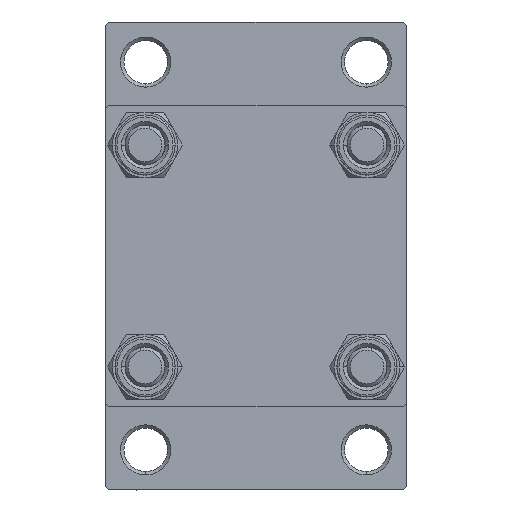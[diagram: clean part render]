
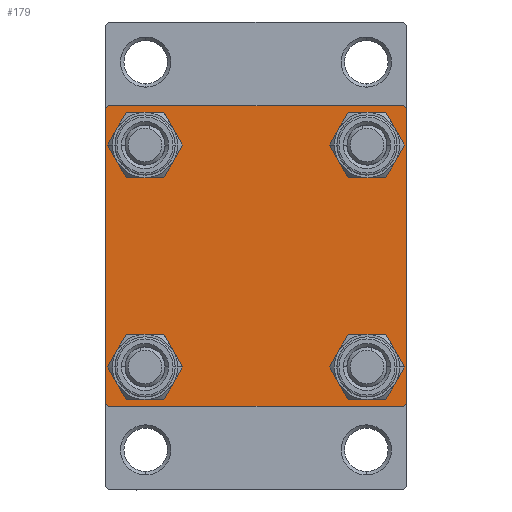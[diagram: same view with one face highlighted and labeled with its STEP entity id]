
A CAD part, left-side view. The second image highlights one B-rep face of the part: STEP entity #179.
In plain terms, the highlighted planar face has unit normal (-1, 0, 0).
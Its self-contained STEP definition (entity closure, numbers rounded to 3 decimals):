
#179 = ADVANCED_FACE ( 'NONE', ( #38366, #44575, #11788, #37409, #4584 ), #19219, .T. ) ;
#245 = CARTESIAN_POINT ( 'NONE',  ( 0., -22.25, -22.25 ) ) ;
#432 = AXIS2_PLACEMENT_3D ( 'NONE', #42131, #9330, #5957 ) ;
#737 = VERTEX_POINT ( 'NONE', #23604 ) ;
#1001 = CARTESIAN_POINT ( 'NONE',  ( 0., 0., 0. ) ) ;
#1239 = AXIS2_PLACEMENT_3D ( 'NONE', #3178, #7237, #43632 ) ;
#1248 = CARTESIAN_POINT ( 'NONE',  ( 0., -16.6, -16.6 ) ) ;
#1280 = VERTEX_POINT ( 'NONE', #42846 ) ;
#2240 = CARTESIAN_POINT ( 'NONE',  ( 0., -16.6, 16.6 ) ) ;
#2365 = CARTESIAN_POINT ( 'NONE',  ( 0., -16.6, -16.6 ) ) ;
#2961 = DIRECTION ( 'NONE',  ( 1., 0., 0. ) ) ;
#3178 = CARTESIAN_POINT ( 'NONE',  ( 0., 16.6, 16.6 ) ) ;
#3513 = EDGE_LOOP ( 'NONE', ( #12367, #23597 ) ) ;
#3909 = CARTESIAN_POINT ( 'NONE',  ( 0., 22.5, 22. ) ) ;
#3915 = AXIS2_PLACEMENT_3D ( 'NONE', #10491, #9611, #24238 ) ;
#4368 = AXIS2_PLACEMENT_3D ( 'NONE', #2365, #5724, #31606 ) ;
#4584 = FACE_OUTER_BOUND ( 'NONE', #13098, .T. ) ;
#4697 = CARTESIAN_POINT ( 'NONE',  ( 0., 22.5, -22. ) ) ;
#4735 = ORIENTED_EDGE ( 'NONE', *, *, #20652, .F. ) ;
#4786 = VECTOR ( 'NONE', #21306, 1000. ) ;
#5616 = VERTEX_POINT ( 'NONE', #38779 ) ;
#5724 = DIRECTION ( 'NONE',  ( 1., 0., 0. ) ) ;
#5879 = VERTEX_POINT ( 'NONE', #4697 ) ;
#5957 = DIRECTION ( 'NONE',  ( 0., 0., 1. ) ) ;
#6011 = CARTESIAN_POINT ( 'NONE',  ( 0., -22., 22.5 ) ) ;
#6669 = CIRCLE ( 'NONE', #33354, 3.5 ) ;
#7214 = ORIENTED_EDGE ( 'NONE', *, *, #29269, .T. ) ;
#7237 = DIRECTION ( 'NONE',  ( 1., 0., 0. ) ) ;
#7706 = DIRECTION ( 'NONE',  ( 0., 0., 1. ) ) ;
#7785 = EDGE_CURVE ( 'NONE', #5879, #737, #47288, .T. ) ;
#7881 = DIRECTION ( 'NONE',  ( 0., 0., -1. ) ) ;
#9125 = VECTOR ( 'NONE', #40053, 1000. ) ;
#9330 = DIRECTION ( 'NONE',  ( 1., 0., 0. ) ) ;
#9418 = CARTESIAN_POINT ( 'NONE',  ( 0., -22.5, -22. ) ) ;
#9611 = DIRECTION ( 'NONE',  ( 1., 0., 0. ) ) ;
#10491 = CARTESIAN_POINT ( 'NONE',  ( 0., 16.6, 16.6 ) ) ;
#10573 = ORIENTED_EDGE ( 'NONE', *, *, #11493, .T. ) ;
#11047 = DIRECTION ( 'NONE',  ( 0., 0.707, -0.707 ) ) ;
#11493 = EDGE_CURVE ( 'NONE', #33801, #19420, #12759, .T. ) ;
#11754 = DIRECTION ( 'NONE',  ( 0., -0.707, 0.707 ) ) ;
#11788 = FACE_BOUND ( 'NONE', #3513, .T. ) ;
#12292 = VERTEX_POINT ( 'NONE', #43928 ) ;
#12366 = CIRCLE ( 'NONE', #43671, 3.5 ) ;
#12367 = ORIENTED_EDGE ( 'NONE', *, *, #43630, .T. ) ;
#12759 = LINE ( 'NONE', #46004, #34084 ) ;
#12944 = CARTESIAN_POINT ( 'NONE',  ( 0., -16.6, 13.1 ) ) ;
#13098 = EDGE_LOOP ( 'NONE', ( #43362, #44104, #20058, #22805, #33917, #10573, #4735, #14127 ) ) ;
#13790 = CARTESIAN_POINT ( 'NONE',  ( 0., -16.6, -20.1 ) ) ;
#13878 = EDGE_CURVE ( 'NONE', #22157, #15751, #29506, .T. ) ;
#14044 = VECTOR ( 'NONE', #40121, 1000. ) ;
#14127 = ORIENTED_EDGE ( 'NONE', *, *, #13878, .T. ) ;
#14927 = ORIENTED_EDGE ( 'NONE', *, *, #21382, .T. ) ;
#15751 = VERTEX_POINT ( 'NONE', #3909 ) ;
#16506 = VECTOR ( 'NONE', #7881, 1000. ) ;
#16534 = EDGE_CURVE ( 'NONE', #28787, #5616, #6669, .T. ) ;
#17438 = EDGE_CURVE ( 'NONE', #1280, #46944, #21894, .T. ) ;
#17472 = CARTESIAN_POINT ( 'NONE',  ( 0., 22.5, -22.5 ) ) ;
#18048 = LINE ( 'NONE', #32650, #9125 ) ;
#18058 = CIRCLE ( 'NONE', #31106, 3.5 ) ;
#19219 = PLANE ( 'NONE',  #33045 ) ;
#19420 = VERTEX_POINT ( 'NONE', #6011 ) ;
#19721 = EDGE_CURVE ( 'NONE', #5616, #28787, #27350, .T. ) ;
#20058 = ORIENTED_EDGE ( 'NONE', *, *, #33208, .T. ) ;
#20419 = VECTOR ( 'NONE', #11047, 1000. ) ;
#20652 = EDGE_CURVE ( 'NONE', #22157, #19420, #18048, .T. ) ;
#21123 = DIRECTION ( 'NONE',  ( 0., 0., -1. ) ) ;
#21306 = DIRECTION ( 'NONE',  ( 0., -1., 0. ) ) ;
#21382 = EDGE_CURVE ( 'NONE', #43391, #36460, #22905, .T. ) ;
#21894 = CIRCLE ( 'NONE', #1239, 3.5 ) ;
#22157 = VERTEX_POINT ( 'NONE', #47130 ) ;
#22518 = CARTESIAN_POINT ( 'NONE',  ( 0., -22.5, 22.5 ) ) ;
#22805 = ORIENTED_EDGE ( 'NONE', *, *, #37332, .T. ) ;
#22905 = CIRCLE ( 'NONE', #45070, 3.5 ) ;
#23597 = ORIENTED_EDGE ( 'NONE', *, *, #44214, .T. ) ;
#23604 = CARTESIAN_POINT ( 'NONE',  ( 0., 22., -22.5 ) ) ;
#23782 = DIRECTION ( 'NONE',  ( 0., 0.707, 0.707 ) ) ;
#24238 = DIRECTION ( 'NONE',  ( 0., 0., 1. ) ) ;
#24294 = EDGE_LOOP ( 'NONE', ( #14927, #33941 ) ) ;
#25523 = CARTESIAN_POINT ( 'NONE',  ( 0., 22.25, -22.25 ) ) ;
#26481 = VERTEX_POINT ( 'NONE', #42874 ) ;
#26653 = DIRECTION ( 'NONE',  ( -1., 0., 0. ) ) ;
#27350 = CIRCLE ( 'NONE', #4368, 3.5 ) ;
#27867 = LINE ( 'NONE', #245, #35543 ) ;
#28616 = CARTESIAN_POINT ( 'NONE',  ( 0., -16.6, 16.6 ) ) ;
#28787 = VERTEX_POINT ( 'NONE', #13790 ) ;
#29059 = CARTESIAN_POINT ( 'NONE',  ( 0., 16.6, -16.6 ) ) ;
#29269 = EDGE_CURVE ( 'NONE', #46944, #1280, #42956, .T. ) ;
#29506 = LINE ( 'NONE', #43596, #20419 ) ;
#29534 = CIRCLE ( 'NONE', #432, 3.5 ) ;
#29774 = EDGE_CURVE ( 'NONE', #36460, #43391, #12366, .T. ) ;
#31029 = ORIENTED_EDGE ( 'NONE', *, *, #19721, .T. ) ;
#31106 = AXIS2_PLACEMENT_3D ( 'NONE', #29059, #44584, #40302 ) ;
#31606 = DIRECTION ( 'NONE',  ( 0., 0., 1. ) ) ;
#32632 = VERTEX_POINT ( 'NONE', #9418 ) ;
#32650 = CARTESIAN_POINT ( 'NONE',  ( 0., 22.5, 22.5 ) ) ;
#33045 = AXIS2_PLACEMENT_3D ( 'NONE', #1001, #26653, #41230 ) ;
#33208 = EDGE_CURVE ( 'NONE', #737, #26481, #39246, .T. ) ;
#33354 = AXIS2_PLACEMENT_3D ( 'NONE', #1248, #37651, #7706 ) ;
#33365 = CARTESIAN_POINT ( 'NONE',  ( 0., -22.5, 22. ) ) ;
#33801 = VERTEX_POINT ( 'NONE', #33365 ) ;
#33877 = EDGE_LOOP ( 'NONE', ( #31029, #34475 ) ) ;
#33917 = ORIENTED_EDGE ( 'NONE', *, *, #42684, .F. ) ;
#33941 = ORIENTED_EDGE ( 'NONE', *, *, #29774, .T. ) ;
#34084 = VECTOR ( 'NONE', #23782, 1000. ) ;
#34132 = DIRECTION ( 'NONE',  ( 1., 0., 0. ) ) ;
#34475 = ORIENTED_EDGE ( 'NONE', *, *, #16534, .T. ) ;
#34550 = CARTESIAN_POINT ( 'NONE',  ( 0., -16.6, 20.1 ) ) ;
#34956 = ORIENTED_EDGE ( 'NONE', *, *, #17438, .T. ) ;
#35543 = VECTOR ( 'NONE', #11754, 1000. ) ;
#36460 = VERTEX_POINT ( 'NONE', #12944 ) ;
#37332 = EDGE_CURVE ( 'NONE', #26481, #32632, #27867, .T. ) ;
#37409 = FACE_BOUND ( 'NONE', #40060, .T. ) ;
#37651 = DIRECTION ( 'NONE',  ( 1., 0., 0. ) ) ;
#38366 = FACE_BOUND ( 'NONE', #24294, .T. ) ;
#38779 = CARTESIAN_POINT ( 'NONE',  ( 0., -16.6, -13.1 ) ) ;
#39246 = LINE ( 'NONE', #17472, #4786 ) ;
#39428 = VECTOR ( 'NONE', #21123, 1000. ) ;
#39527 = LINE ( 'NONE', #43117, #39428 ) ;
#40053 = DIRECTION ( 'NONE',  ( 0., -1., 0. ) ) ;
#40060 = EDGE_LOOP ( 'NONE', ( #34956, #7214 ) ) ;
#40121 = DIRECTION ( 'NONE',  ( 0., -0.707, -0.707 ) ) ;
#40302 = DIRECTION ( 'NONE',  ( 0., 0., 1. ) ) ;
#41170 = LINE ( 'NONE', #22518, #16506 ) ;
#41230 = DIRECTION ( 'NONE',  ( 0., 0., 1. ) ) ;
#41664 = VERTEX_POINT ( 'NONE', #43914 ) ;
#42077 = CARTESIAN_POINT ( 'NONE',  ( 0., 16.6, 13.1 ) ) ;
#42131 = CARTESIAN_POINT ( 'NONE',  ( 0., 16.6, -16.6 ) ) ;
#42624 = EDGE_CURVE ( 'NONE', #15751, #5879, #39527, .T. ) ;
#42684 = EDGE_CURVE ( 'NONE', #33801, #32632, #41170, .T. ) ;
#42846 = CARTESIAN_POINT ( 'NONE',  ( 0., 16.6, 20.1 ) ) ;
#42874 = CARTESIAN_POINT ( 'NONE',  ( 0., -22., -22.5 ) ) ;
#42956 = CIRCLE ( 'NONE', #3915, 3.5 ) ;
#43117 = CARTESIAN_POINT ( 'NONE',  ( 0., 22.5, 22.5 ) ) ;
#43362 = ORIENTED_EDGE ( 'NONE', *, *, #42624, .T. ) ;
#43391 = VERTEX_POINT ( 'NONE', #34550 ) ;
#43420 = DIRECTION ( 'NONE',  ( 0., 0., 1. ) ) ;
#43596 = CARTESIAN_POINT ( 'NONE',  ( 0., 22.25, 22.25 ) ) ;
#43630 = EDGE_CURVE ( 'NONE', #12292, #41664, #29534, .T. ) ;
#43632 = DIRECTION ( 'NONE',  ( 0., 0., 1. ) ) ;
#43671 = AXIS2_PLACEMENT_3D ( 'NONE', #2240, #34132, #45595 ) ;
#43914 = CARTESIAN_POINT ( 'NONE',  ( 0., 16.6, -20.1 ) ) ;
#43928 = CARTESIAN_POINT ( 'NONE',  ( 0., 16.6, -13.1 ) ) ;
#44104 = ORIENTED_EDGE ( 'NONE', *, *, #7785, .T. ) ;
#44214 = EDGE_CURVE ( 'NONE', #41664, #12292, #18058, .T. ) ;
#44575 = FACE_BOUND ( 'NONE', #33877, .T. ) ;
#44584 = DIRECTION ( 'NONE',  ( 1., 0., 0. ) ) ;
#45070 = AXIS2_PLACEMENT_3D ( 'NONE', #28616, #2961, #43420 ) ;
#45595 = DIRECTION ( 'NONE',  ( 0., 0., 1. ) ) ;
#46004 = CARTESIAN_POINT ( 'NONE',  ( 0., -22.25, 22.25 ) ) ;
#46944 = VERTEX_POINT ( 'NONE', #42077 ) ;
#47130 = CARTESIAN_POINT ( 'NONE',  ( 0., 22., 22.5 ) ) ;
#47288 = LINE ( 'NONE', #25523, #14044 ) ;
